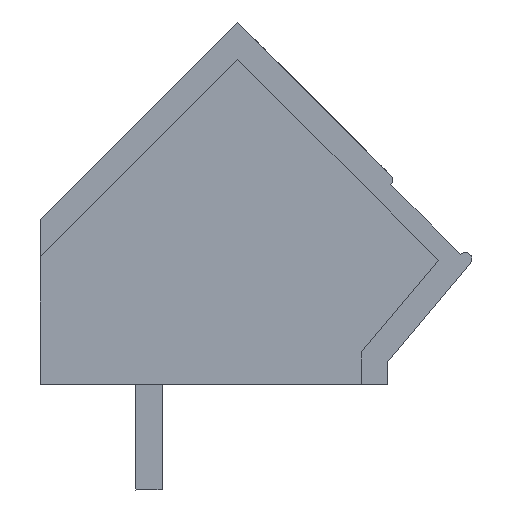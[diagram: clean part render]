
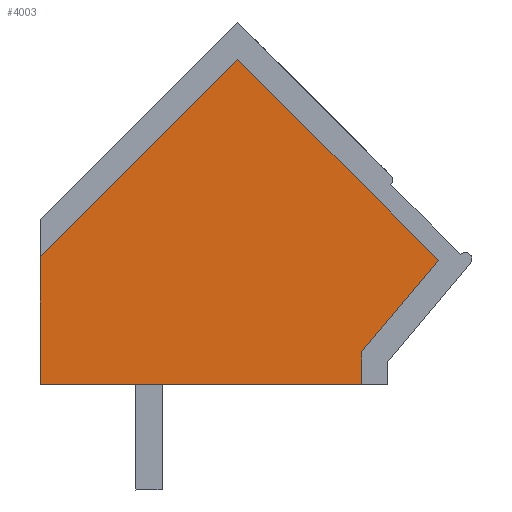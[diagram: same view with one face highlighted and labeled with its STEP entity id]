
A CAD part, left-side view. The second image highlights one B-rep face of the part: STEP entity #4003.
In plain terms, the highlighted planar face has unit normal (-1, 0, 0).
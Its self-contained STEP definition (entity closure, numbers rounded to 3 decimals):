
#3993=AXIS2_PLACEMENT_3D('Plane Axis2P3D',#3990,#3991,#3992) ;
#503=CARTESIAN_POINT('Vertex',(0.3,3.346,3.2)) ;
#506=CARTESIAN_POINT('Line Origine',(0.3,8.223,3.2)) ;
#510=CARTESIAN_POINT('Vertex',(0.3,13.1,3.2)) ;
#1948=CARTESIAN_POINT('Line Origine',(0.3,13.1,5.139)) ;
#1952=CARTESIAN_POINT('Vertex',(0.3,13.1,7.078)) ;
#2030=CARTESIAN_POINT('Line Origine',(0.3,10.105,10.073)) ;
#2034=CARTESIAN_POINT('Vertex',(0.3,7.11,13.069)) ;
#2055=CARTESIAN_POINT('Line Origine',(0.3,4.061,10.02)) ;
#2059=CARTESIAN_POINT('Vertex',(0.3,1.013,6.972)) ;
#2080=CARTESIAN_POINT('Line Origine',(0.3,2.18,5.582)) ;
#2084=CARTESIAN_POINT('Vertex',(0.3,3.346,4.191)) ;
#2105=CARTESIAN_POINT('Line Origine',(0.3,3.346,3.696)) ;
#3990=CARTESIAN_POINT('Axis2P3D Location',(0.3,4.168,11.258)) ;
#507=DIRECTION('Vector Direction',(0.,-1.,0.)) ;
#1949=DIRECTION('Vector Direction',(0.,0.,-1.)) ;
#2031=DIRECTION('Vector Direction',(0.,-0.707,0.707)) ;
#2056=DIRECTION('Vector Direction',(0.,-0.707,-0.707)) ;
#2081=DIRECTION('Vector Direction',(0.,0.643,-0.766)) ;
#2106=DIRECTION('Vector Direction',(0.,0.,-1.)) ;
#3991=DIRECTION('Axis2P3D Direction',(-1.,-0.,0.)) ;
#3992=DIRECTION('Axis2P3D XDirection',(0.,-0.707,-0.707)) ;
#508=VECTOR('Line Direction',#507,1.) ;
#1950=VECTOR('Line Direction',#1949,1.) ;
#2032=VECTOR('Line Direction',#2031,1.) ;
#2057=VECTOR('Line Direction',#2056,1.) ;
#2082=VECTOR('Line Direction',#2081,1.) ;
#2107=VECTOR('Line Direction',#2106,1.) ;
#3996=ORIENTED_EDGE('',*,*,#2036,.F.) ;
#3997=ORIENTED_EDGE('',*,*,#1954,.T.) ;
#3998=ORIENTED_EDGE('',*,*,#512,.T.) ;
#3999=ORIENTED_EDGE('',*,*,#2109,.F.) ;
#4000=ORIENTED_EDGE('',*,*,#2086,.F.) ;
#4001=ORIENTED_EDGE('',*,*,#2061,.F.) ;
#4003=ADVANCED_FACE('HOUSING',(#4002),#3994,.T.) ;
#512=EDGE_CURVE('',#511,#504,#509,.T.) ;
#1954=EDGE_CURVE('',#1953,#511,#1951,.T.) ;
#2036=EDGE_CURVE('',#1953,#2035,#2033,.T.) ;
#2061=EDGE_CURVE('',#2035,#2060,#2058,.T.) ;
#2086=EDGE_CURVE('',#2060,#2085,#2083,.T.) ;
#2109=EDGE_CURVE('',#2085,#504,#2108,.T.) ;
#3995=EDGE_LOOP('',(#3996,#3997,#3998,#3999,#4000,#4001)) ;
#4002=FACE_OUTER_BOUND('',#3995,.T.) ;
#509=LINE('Line',#506,#508) ;
#1951=LINE('Line',#1948,#1950) ;
#2033=LINE('Line',#2030,#2032) ;
#2058=LINE('Line',#2055,#2057) ;
#2083=LINE('Line',#2080,#2082) ;
#2108=LINE('Line',#2105,#2107) ;
#3994=PLANE('',#3993) ;
#504=VERTEX_POINT('',#503) ;
#511=VERTEX_POINT('',#510) ;
#1953=VERTEX_POINT('',#1952) ;
#2035=VERTEX_POINT('',#2034) ;
#2060=VERTEX_POINT('',#2059) ;
#2085=VERTEX_POINT('',#2084) ;
